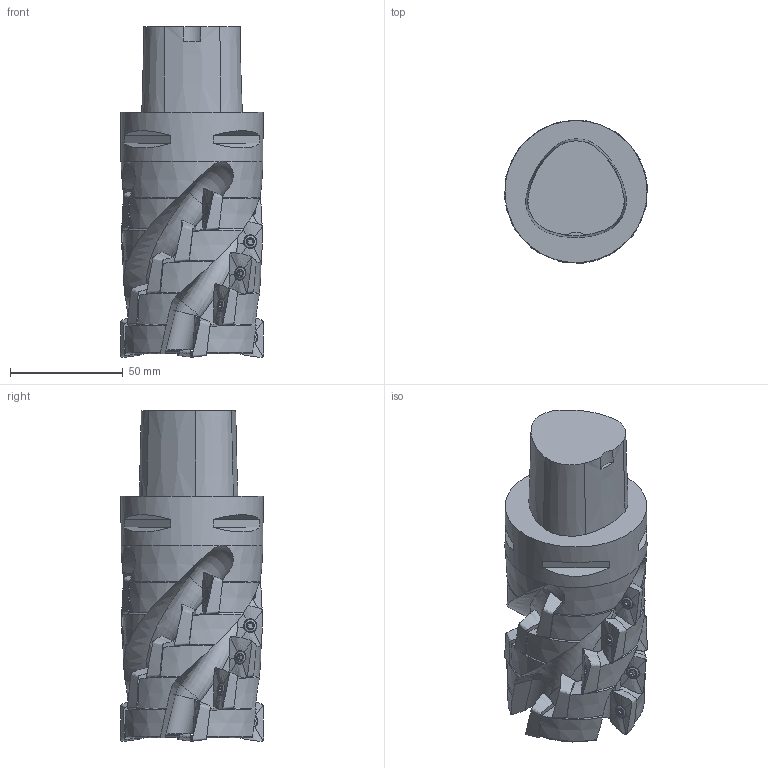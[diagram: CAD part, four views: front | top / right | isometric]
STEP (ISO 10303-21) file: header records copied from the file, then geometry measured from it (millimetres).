
FILE_DESCRIPTION(/* description */ (''),/* implementation_level */ '2;1');
FILE_NAME(/* name */ '1588325486447.stp',/* time_stamp */ '2020-05-01T15:02:00+06:00',/* author */ (''),/* organization */ ('SMS'),/* preprocessor_version */ 'ST-DEVELOPER v16.7',/* originating_system */ 'SIEMENS PLM Software NX 12.0',/* authorisation */ '');
FILE_SCHEMA (('AUTOMOTIVE_DESIGN { 1 0 10303 214 3 1 1 1 }'));
Products named in the file (4): ASSEMBLY_CONSTRUCTION; 202613866mod000_01; 202979520mod000_00; 202979772mod000_00
Assembly tree (22 placements, depth 2):
  202979772mod000_00
    202979520mod000_00
    202613866mod000_01  x20
    ASSEMBLY_CONSTRUCTION
Bounding box: 63.48 x 63.48 x 146.66 mm (x, y, z)
Volume: 300101 mm3; surface area: 52992.9 mm2
Topology: 21 solids, 21 shells, 844 faces, 2227 edges, 1535 vertices
Faces by surface type: extrusion 240, bspline 208, plane 124, cone 106, torus 92, cylinder 66, revolution 8
Full cylindrical faces by diameter (mm): 3.5 x20, 4.15 x20, 5.5 x20, 63 x1
Entity records: 51717 total; most frequent: CARTESIAN_POINT 35712, DIRECTION 3316, ORIENTED_EDGE 3050, EDGE_CURVE 1525, AXIS2_PLACEMENT_3D 1395, VERTEX_POINT 1104, EDGE_LOOP 847, ELLIPSE 764
